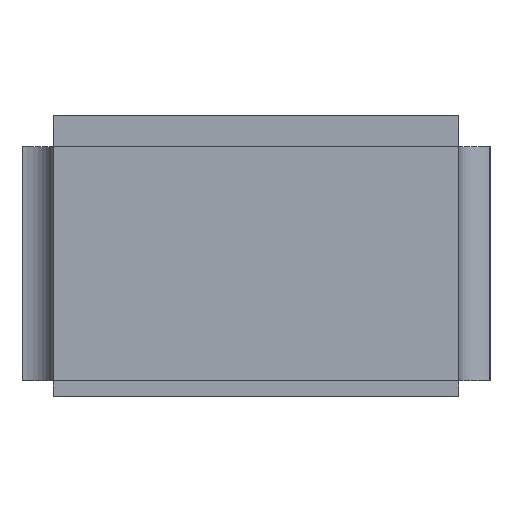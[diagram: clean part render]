
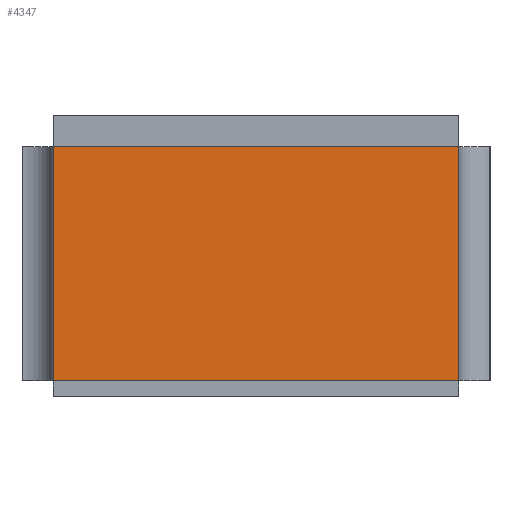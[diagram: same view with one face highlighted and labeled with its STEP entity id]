
A CAD part, left-side view. The second image highlights one B-rep face of the part: STEP entity #4347.
In plain terms, the highlighted planar face has unit normal (-1, 0, 0).
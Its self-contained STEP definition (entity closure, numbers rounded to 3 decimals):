
#34 = PLANE ( 'NONE',  #1533 ) ;
#44 = EDGE_CURVE ( 'NONE', #4123, #5485, #5049, .T. ) ;
#415 = CARTESIAN_POINT ( 'NONE',  ( -1.6, -0.75, 0.05 ) ) ;
#486 = DIRECTION ( 'NONE',  ( 1., 0., 0. ) ) ;
#596 = VERTEX_POINT ( 'NONE', #3559 ) ;
#651 = ORIENTED_EDGE ( 'NONE', *, *, #44, .F. ) ;
#764 = ORIENTED_EDGE ( 'NONE', *, *, #1775, .F. ) ;
#1099 = VECTOR ( 'NONE', #5142, 1000. ) ;
#1170 = CARTESIAN_POINT ( 'NONE',  ( -1.6, -0.75, 0.8 ) ) ;
#1354 = VECTOR ( 'NONE', #2945, 1000. ) ;
#1533 = AXIS2_PLACEMENT_3D ( 'NONE', #4086, #486, #4508 ) ;
#1589 = DIRECTION ( 'NONE',  ( 0., 0., 1. ) ) ;
#1739 = CARTESIAN_POINT ( 'NONE',  ( -1.6, -0.65, 0.05 ) ) ;
#1775 = EDGE_CURVE ( 'NONE', #3351, #596, #3336, .T. ) ;
#2415 = CARTESIAN_POINT ( 'NONE',  ( -1.6, -0.65, 0.8 ) ) ;
#2639 = VECTOR ( 'NONE', #5712, 1000. ) ;
#2915 = CARTESIAN_POINT ( 'NONE',  ( -1.6, -0.65, -0.001 ) ) ;
#2945 = DIRECTION ( 'NONE',  ( 0., -1., 0. ) ) ;
#3336 = LINE ( 'NONE', #4203, #3825 ) ;
#3351 = VERTEX_POINT ( 'NONE', #4408 ) ;
#3466 = LINE ( 'NONE', #415, #2639 ) ;
#3518 = EDGE_CURVE ( 'NONE', #3351, #5485, #3466, .T. ) ;
#3559 = CARTESIAN_POINT ( 'NONE',  ( -1.6, 0.65, 0.8 ) ) ;
#3681 = ORIENTED_EDGE ( 'NONE', *, *, #5022, .F. ) ;
#3825 = VECTOR ( 'NONE', #1589, 1000. ) ;
#3993 = ORIENTED_EDGE ( 'NONE', *, *, #3518, .T. ) ;
#3997 = FACE_OUTER_BOUND ( 'NONE', #4258, .T. ) ;
#4086 = CARTESIAN_POINT ( 'NONE',  ( -1.6, -0.75, 0.8 ) ) ;
#4123 = VERTEX_POINT ( 'NONE', #2415 ) ;
#4203 = CARTESIAN_POINT ( 'NONE',  ( -1.6, 0.65, -0.001 ) ) ;
#4258 = EDGE_LOOP ( 'NONE', ( #3681, #764, #3993, #651 ) ) ;
#4347 = ADVANCED_FACE ( 'NONE', ( #3997 ), #34, .F. ) ;
#4408 = CARTESIAN_POINT ( 'NONE',  ( -1.6, 0.65, 0.05 ) ) ;
#4508 = DIRECTION ( 'NONE',  ( 0., 0., -1. ) ) ;
#5022 = EDGE_CURVE ( 'NONE', #596, #4123, #5147, .T. ) ;
#5049 = LINE ( 'NONE', #2915, #1099 ) ;
#5142 = DIRECTION ( 'NONE',  ( 0., 0., -1. ) ) ;
#5147 = LINE ( 'NONE', #1170, #1354 ) ;
#5485 = VERTEX_POINT ( 'NONE', #1739 ) ;
#5712 = DIRECTION ( 'NONE',  ( 0., -1., 0. ) ) ;
